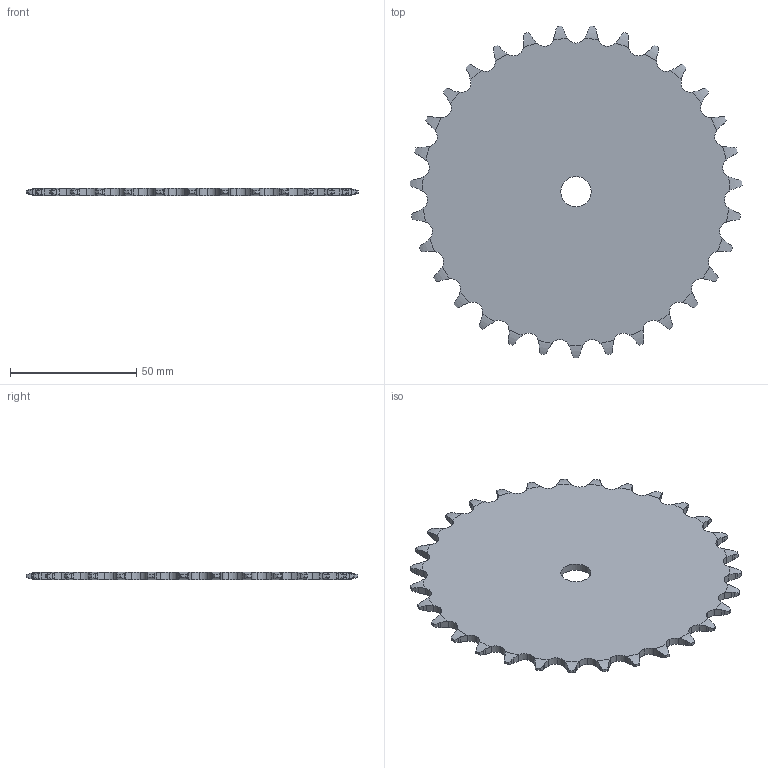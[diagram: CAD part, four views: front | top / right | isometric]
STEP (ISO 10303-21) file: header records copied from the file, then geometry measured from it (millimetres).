
FILE_DESCRIPTION(('FreeCAD Model'),'2;1');
FILE_NAME('Open CASCADE Shape Model','2022-02-12T11:01:13',('FreeCAD'),( 'FreeCAD'),'Open CASCADE STEP processor 7.4','FreeCAD','Unknown');
FILE_SCHEMA(('AUTOMOTIVE_DESIGN { 1 0 10303 214 1 1 1 1 }'));
Length unit declared in the file: millimetre
Products named in the file (1): Open CASCADE STEP translator 7.4 24
Bounding box: 131.41 x 131.24 x 3 mm (x, y, z)
Volume: 35052.4 mm3; surface area: 25275 mm2
Topology: 1 solids, 1 shells, 344 faces, 1026 edges, 684 vertices
Faces by surface type: cylinder 218, plane 64, torus 62
Full cylindrical faces by diameter (mm): 12 x1
Entity records: 30772 total; most frequent: CARTESIAN_POINT 12891, DIRECTION 2714, ORIENTED_EDGE 2052, PCURVE 2052, DEFINITIONAL_REPRESENTATION 2052, LINE 1396, VECTOR 1396, B_SPLINE_CURVE_WITH_KNOTS 1116
